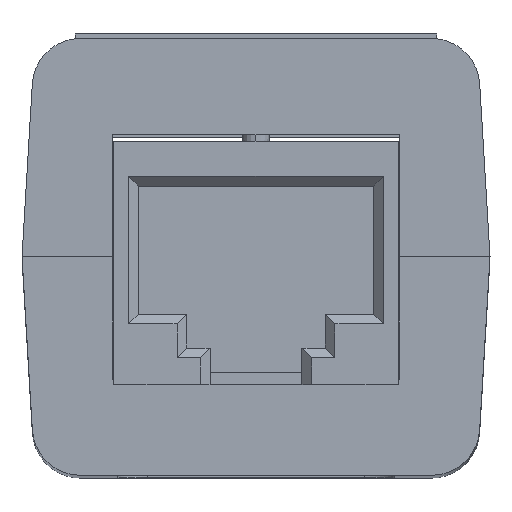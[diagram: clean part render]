
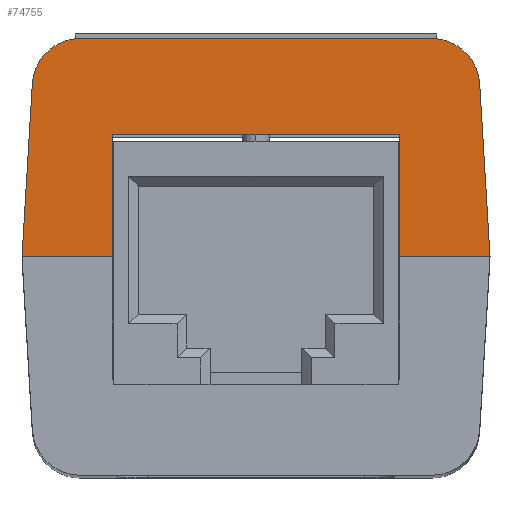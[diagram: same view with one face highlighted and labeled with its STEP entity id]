
A CAD part, top view. The second image highlights one B-rep face of the part: STEP entity #74755.
In plain terms, the highlighted planar face has unit normal (0, 0, 1).
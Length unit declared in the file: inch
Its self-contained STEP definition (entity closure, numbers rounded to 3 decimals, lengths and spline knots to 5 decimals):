
#368 = ORIENTED_EDGE ( 'NONE', *, *, #79623, .T. ) ;
#1760 = CARTESIAN_POINT ( 'NONE',  ( -0.2975, 0.12675, 1.667 ) ) ;
#4273 = CARTESIAN_POINT ( 'NONE',  ( 0.2975, 0.2535, 1.667 ) ) ;
#4687 = VERTEX_POINT ( 'NONE', #63144 ) ;
#5041 = AXIS2_PLACEMENT_3D ( 'NONE', #97804, #22830, #48275 ) ;
#5451 = LINE ( 'NONE', #1760, #32674 ) ;
#5935 = VECTOR ( 'NONE', #16247, 39.37008 ) ;
#6596 = DIRECTION ( 'NONE',  ( -1., 0., 0. ) ) ;
#7243 = EDGE_CURVE ( 'NONE', #94121, #17675, #33263, .T. ) ;
#11286 = VERTEX_POINT ( 'NONE', #4273 ) ;
#12787 = CARTESIAN_POINT ( 'NONE',  ( -0.2975, 0.2535, 1.667 ) ) ;
#14718 = EDGE_CURVE ( 'NONE', #17675, #29631, #64412, .T. ) ;
#16247 = DIRECTION ( 'NONE',  ( -0.059, -0.998, 0. ) ) ;
#17675 = VERTEX_POINT ( 'NONE', #75096 ) ;
#20330 = EDGE_CURVE ( 'NONE', #45595, #94121, #32187, .T. ) ;
#20530 = LINE ( 'NONE', #45662, #62147 ) ;
#21929 = EDGE_CURVE ( 'NONE', #4687, #94365, #54187, .T. ) ;
#22732 = VECTOR ( 'NONE', #64480, 39.37008 ) ;
#22830 = DIRECTION ( 'NONE',  ( 0., 0., 1. ) ) ;
#29300 = ORIENTED_EDGE ( 'NONE', *, *, #35787, .T. ) ;
#29631 = VERTEX_POINT ( 'NONE', #33465 ) ;
#30918 = AXIS2_PLACEMENT_3D ( 'NONE', #55282, #38893, #105914 ) ;
#31170 = PLANE ( 'NONE',  #5041 ) ;
#31273 = ORIENTED_EDGE ( 'NONE', *, *, #93865, .T. ) ;
#32187 = LINE ( 'NONE', #89607, #92118 ) ;
#32674 = VECTOR ( 'NONE', #35094, 39.37008 ) ;
#33260 = VECTOR ( 'NONE', #66434, 39.37008 ) ;
#33263 = CIRCLE ( 'NONE', #30918, 0.1 ) ;
#33342 = EDGE_CURVE ( 'NONE', #56941, #46061, #5451, .T. ) ;
#33465 = CARTESIAN_POINT ( 'NONE',  ( -0.48525, 0., 1.667 ) ) ;
#35094 = DIRECTION ( 'NONE',  ( 0., 1., 0. ) ) ;
#35787 = EDGE_CURVE ( 'NONE', #29631, #56941, #35876, .T. ) ;
#35876 = LINE ( 'NONE', #41366, #33260 ) ;
#38893 = DIRECTION ( 'NONE',  ( 0., 0., 1. ) ) ;
#40109 = DIRECTION ( 'NONE',  ( -1., 0., 0. ) ) ;
#41114 = VECTOR ( 'NONE', #83753, 39.37008 ) ;
#41267 = EDGE_CURVE ( 'NONE', #46061, #11286, #54260, .T. ) ;
#41366 = CARTESIAN_POINT ( 'NONE',  ( -0.39138, 0., 1.667 ) ) ;
#45595 = VERTEX_POINT ( 'NONE', #105681 ) ;
#45662 = CARTESIAN_POINT ( 'NONE',  ( 0.2975, 0.12675, 1.667 ) ) ;
#46061 = VERTEX_POINT ( 'NONE', #12787 ) ;
#47757 = ORIENTED_EDGE ( 'NONE', *, *, #41267, .T. ) ;
#48088 = DIRECTION ( 'NONE',  ( 1., 0., 0. ) ) ;
#48275 = DIRECTION ( 'NONE',  ( 1., 0., 0. ) ) ;
#48787 = CARTESIAN_POINT ( 'NONE',  ( 0., 0.2535, 1.667 ) ) ;
#49198 = ORIENTED_EDGE ( 'NONE', *, *, #33342, .T. ) ;
#50527 = ORIENTED_EDGE ( 'NONE', *, *, #14718, .T. ) ;
#52818 = CARTESIAN_POINT ( 'NONE',  ( 0.48525, 0., 1.667 ) ) ;
#54187 = LINE ( 'NONE', #75370, #41114 ) ;
#54260 = LINE ( 'NONE', #48787, #97193 ) ;
#55282 = CARTESIAN_POINT ( 'NONE',  ( -0.36403, 0.353, 1.667 ) ) ;
#55657 = DIRECTION ( 'NONE',  ( 0., 0., 1. ) ) ;
#56941 = VERTEX_POINT ( 'NONE', #84006 ) ;
#57432 = FACE_OUTER_BOUND ( 'NONE', #92105, .T. ) ;
#62147 = VECTOR ( 'NONE', #104662, 39.37008 ) ;
#63144 = CARTESIAN_POINT ( 'NONE',  ( 0.2975, 0., 1.667 ) ) ;
#64412 = LINE ( 'NONE', #98817, #5935 ) ;
#64480 = DIRECTION ( 'NONE',  ( -0.059, 0.998, 0. ) ) ;
#66434 = DIRECTION ( 'NONE',  ( 1., 0., 0. ) ) ;
#66638 = CARTESIAN_POINT ( 'NONE',  ( 0.46386, 0.35895, 1.667 ) ) ;
#72438 = EDGE_CURVE ( 'NONE', #94365, #95608, #94301, .T. ) ;
#74755 = ADVANCED_FACE ( 'NONE', ( #57432 ), #31170, .T. ) ;
#75096 = CARTESIAN_POINT ( 'NONE',  ( -0.46386, 0.35895, 1.667 ) ) ;
#75370 = CARTESIAN_POINT ( 'NONE',  ( 0.39138, 0., 1.667 ) ) ;
#79623 = EDGE_CURVE ( 'NONE', #95608, #45595, #89536, .T. ) ;
#83753 = DIRECTION ( 'NONE',  ( 1., 0., 0. ) ) ;
#84006 = CARTESIAN_POINT ( 'NONE',  ( -0.2975, 0., 1.667 ) ) ;
#88524 = ORIENTED_EDGE ( 'NONE', *, *, #7243, .T. ) ;
#89536 = CIRCLE ( 'NONE', #103629, 0.1 ) ;
#89607 = CARTESIAN_POINT ( 'NONE',  ( -0.49107, 0.453, 1.667 ) ) ;
#92105 = EDGE_LOOP ( 'NONE', ( #97660, #368, #105406, #88524, #50527, #29300, #49198, #47757, #31273, #106947 ) ) ;
#92118 = VECTOR ( 'NONE', #40109, 39.37008 ) ;
#93865 = EDGE_CURVE ( 'NONE', #11286, #4687, #20530, .T. ) ;
#94121 = VERTEX_POINT ( 'NONE', #99478 ) ;
#94301 = LINE ( 'NONE', #106755, #22732 ) ;
#94365 = VERTEX_POINT ( 'NONE', #52818 ) ;
#95608 = VERTEX_POINT ( 'NONE', #66638 ) ;
#97193 = VECTOR ( 'NONE', #48088, 39.37008 ) ;
#97660 = ORIENTED_EDGE ( 'NONE', *, *, #72438, .T. ) ;
#97804 = CARTESIAN_POINT ( 'NONE',  ( -0.49107, 0., 1.667 ) ) ;
#98817 = CARTESIAN_POINT ( 'NONE',  ( -0.46386, 0.35895, 1.667 ) ) ;
#99478 = CARTESIAN_POINT ( 'NONE',  ( -0.36403, 0.453, 1.667 ) ) ;
#103629 = AXIS2_PLACEMENT_3D ( 'NONE', #105946, #55657, #6596 ) ;
#104662 = DIRECTION ( 'NONE',  ( 0., -1., 0. ) ) ;
#105406 = ORIENTED_EDGE ( 'NONE', *, *, #20330, .T. ) ;
#105681 = CARTESIAN_POINT ( 'NONE',  ( 0.36403, 0.453, 1.667 ) ) ;
#105914 = DIRECTION ( 'NONE',  ( -1., 0., 0. ) ) ;
#105946 = CARTESIAN_POINT ( 'NONE',  ( 0.36403, 0.353, 1.667 ) ) ;
#106755 = CARTESIAN_POINT ( 'NONE',  ( 0.47455, 0.17947, 1.667 ) ) ;
#106947 = ORIENTED_EDGE ( 'NONE', *, *, #21929, .T. ) ;
